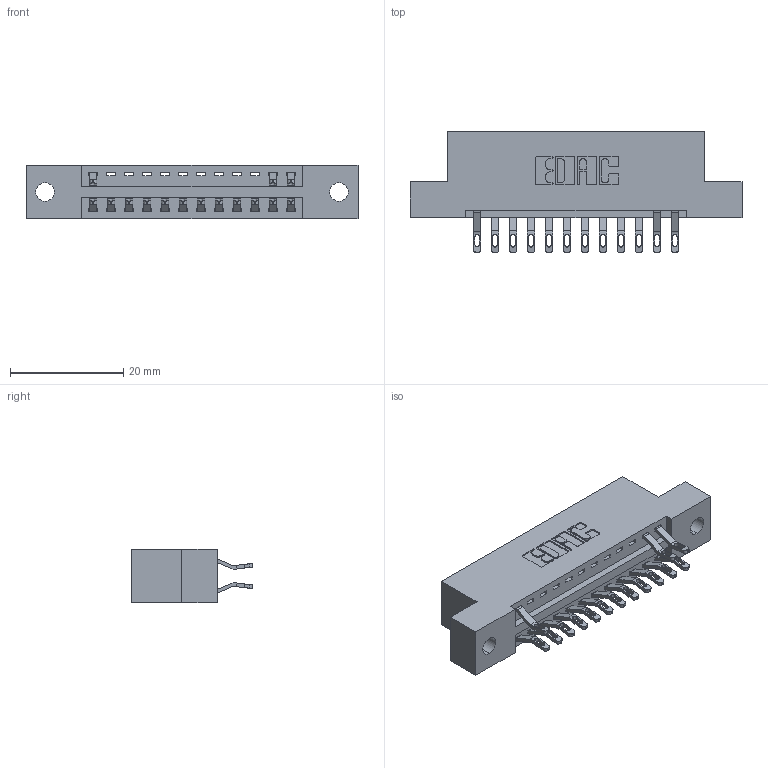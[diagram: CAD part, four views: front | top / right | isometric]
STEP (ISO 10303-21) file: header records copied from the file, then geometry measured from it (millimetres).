
FILE_DESCRIPTION (( 'STEP AP203' ), '1' );
FILE_NAME ('346-024-555-202.STEP', '2018-08-21T04:05:45', ( '' ), ( '' ), 'SwSTEP 2.0', 'SolidWorks 2016', '' );
FILE_SCHEMA (( 'CONFIG_CONTROL_DESIGN' ));
Length unit declared in the file: inch
Products named in the file (3): 346-024-555-202; 346 Part_Flush Mounting Lugs - 0.128 Dia; 345-292-001_555 Tail
Assembly tree (16 placements, depth 2):
  346-024-555-202
    346 Part_Flush Mounting Lugs - 0.128 Dia
    345-292-001_555 Tail  x15
Bounding box: 58.67 x 21.46 x 9.4 mm (x, y, z)
Volume: 5414.3 mm3; surface area: 6389.5 mm2
Topology: 16 solids, 16 shells, 1046 faces, 3263 edges, 2174 vertices
Faces by surface type: plane 616, cylinder 430
Entity records: 11911 total; most frequent: CARTESIAN_POINT 2077, ORIENTED_EDGE 1990, DIRECTION 1841, EDGE_CURVE 995, VECTOR 795, LINE 795, VERTEX_POINT 662, AXIS2_PLACEMENT_3D 523
